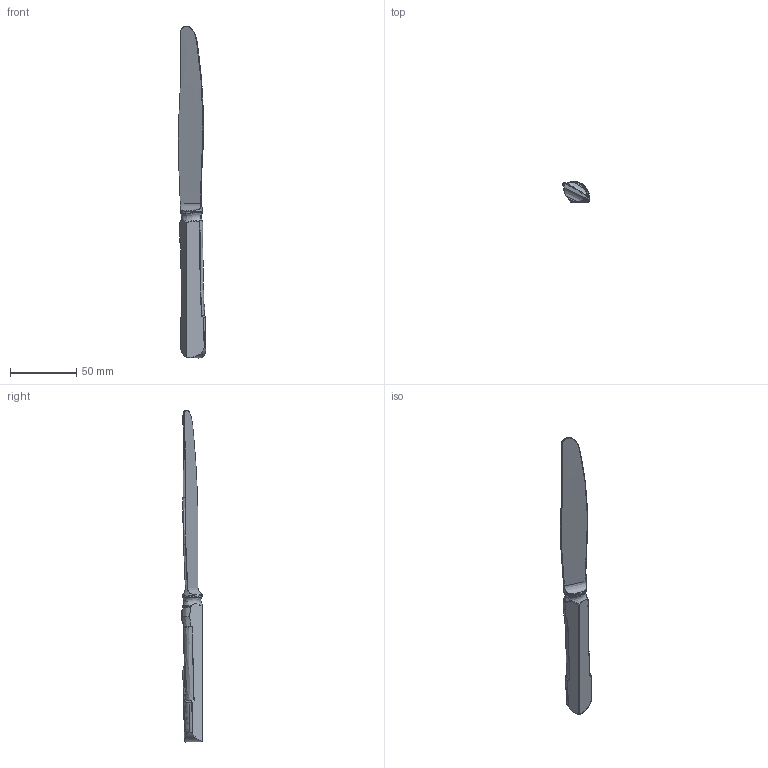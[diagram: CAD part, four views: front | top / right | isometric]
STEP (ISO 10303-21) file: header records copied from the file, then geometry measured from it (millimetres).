
FILE_DESCRIPTION (( 'STEP AP214' ), '1' );
FILE_NAME ('Couteau CH 16-12-2022.STEP', '2022-12-16T15:52:29', ( '' ), ( '' ), 'SwSTEP 2.0', 'SolidWorks 2019', '' );
FILE_SCHEMA (( 'AUTOMOTIVE_DESIGN' ));
Length unit declared in the file: millimetre
Products named in the file (3): Couteau CH 16-12-2022; Couteau CH- lame couteau 1; Couteau CH version 3 modif 5D
Assembly tree (2 placements, depth 2):
  Couteau CH 16-12-2022
    Couteau CH version 3 modif 5D
    Couteau CH- lame couteau 1
Bounding box: 20.82 x 15.62 x 249.95 mm (x, y, z)
Volume: 23130.8 mm3; surface area: 13379.9 mm2
Topology: 2 solids, 2 shells, 266 faces, 642 edges, 378 vertices
Faces by surface type: bspline 205, cylinder 21, plane 15, torus 14, sphere 11
Entity records: 21565 total; most frequent: CARTESIAN_POINT 16820, ORIENTED_EDGE 1276, EDGE_CURVE 638, DIRECTION 535, B_SPLINE_CURVE_WITH_KNOTS 404, VERTEX_POINT 378, EDGE_LOOP 268, FACE_OUTER_BOUND 266
